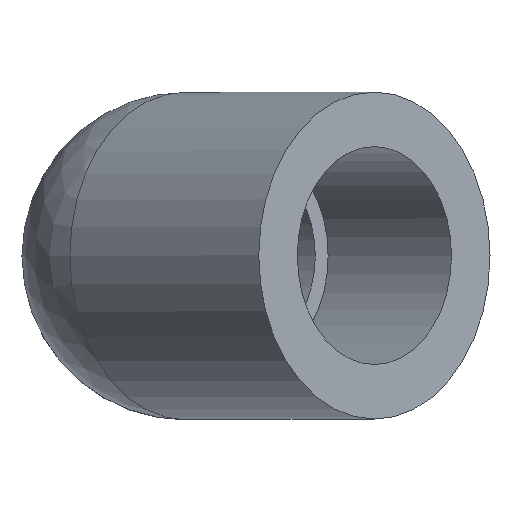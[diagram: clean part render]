
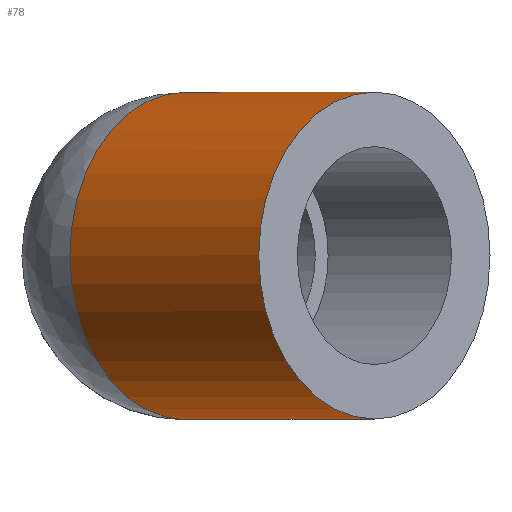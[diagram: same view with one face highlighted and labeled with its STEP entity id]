
A CAD part, top view. The second image highlights one B-rep face of the part: STEP entity #78.
In plain terms, the highlighted cylindrical face has radius 15 mm (diameter 30 mm), a full revolution.
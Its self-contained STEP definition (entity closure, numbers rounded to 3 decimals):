
#78 = ADVANCED_FACE( '', ( #96, #97 ), #98, .T. );
#96 = FACE_OUTER_BOUND( '', #130, .T. );
#97 = FACE_OUTER_BOUND( '', #131, .T. );
#98 = CYLINDRICAL_SURFACE( '', #132, 15. );
#130 = EDGE_LOOP( '', ( #172 ) );
#131 = EDGE_LOOP( '', ( #173, #174 ) );
#132 = AXIS2_PLACEMENT_3D( '', #175, #176, #177 );
#172 = ORIENTED_EDGE( '', *, *, #225, .F. );
#173 = ORIENTED_EDGE( '', *, *, #224, .T. );
#174 = ORIENTED_EDGE( '', *, *, #222, .T. );
#175 = CARTESIAN_POINT( '', ( 17.324, 0., 25.824 ) );
#176 = DIRECTION( '', ( -0.707, 0., -0.707 ) );
#177 = DIRECTION( '', ( 0.707, 0., -0.707 ) );
#222 = EDGE_CURVE( '', #238, #239, #240, .F. );
#224 = EDGE_CURVE( '', #239, #238, #242, .T. );
#225 = EDGE_CURVE( '', #243, #243, #244, .T. );
#238 = VERTEX_POINT( '', #264 );
#239 = VERTEX_POINT( '', #265 );
#240 = ELLIPSE( '', #266, 16.236, 15. );
#242 = CIRCLE( '', #268, 15. );
#243 = VERTEX_POINT( '', #269 );
#244 = CIRCLE( '', #270, 15. );
#264 = CARTESIAN_POINT( '', ( 0., -15., 8.5 ) );
#265 = CARTESIAN_POINT( '', ( 0., 15., 8.5 ) );
#266 = AXIS2_PLACEMENT_3D( '', #292, #293, #294 );
#268 = AXIS2_PLACEMENT_3D( '', #298, #299, #300 );
#269 = CARTESIAN_POINT( '', ( 27.931, 0., 15.218 ) );
#270 = AXIS2_PLACEMENT_3D( '', #301, #302, #303 );
#292 = CARTESIAN_POINT( '', ( 0., 0., 8.5 ) );
#293 = DIRECTION( '', ( -0.383, 0., -0.924 ) );
#294 = DIRECTION( '', ( 0.924, 0., -0.383 ) );
#298 = CARTESIAN_POINT( '', ( 0., 0., 8.5 ) );
#299 = DIRECTION( '', ( 0.707, 0., 0.707 ) );
#300 = DIRECTION( '', ( 0.707, 0., -0.707 ) );
#301 = CARTESIAN_POINT( '', ( 17.324, 0., 25.824 ) );
#302 = DIRECTION( '', ( 0.707, 0., 0.707 ) );
#303 = DIRECTION( '', ( 0.707, 0., -0.707 ) );
